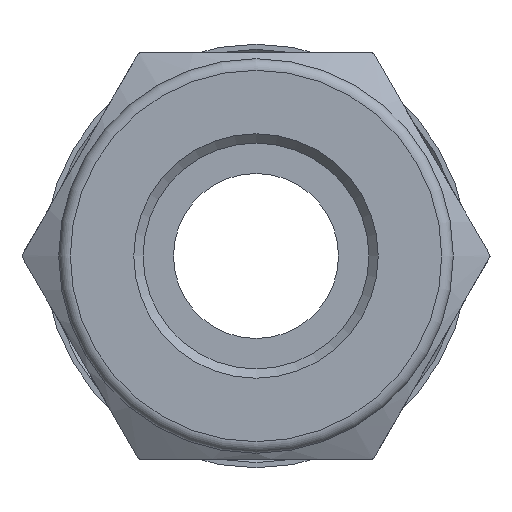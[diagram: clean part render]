
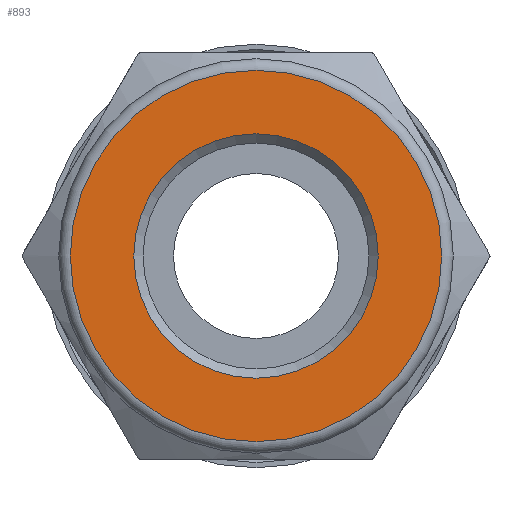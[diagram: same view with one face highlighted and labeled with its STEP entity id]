
A CAD part, left-side view. The second image highlights one B-rep face of the part: STEP entity #893.
In plain terms, the highlighted planar face has unit normal (-1, 0, 0).
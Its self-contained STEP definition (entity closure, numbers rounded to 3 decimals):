
#55=FACE_BOUND('',#209,.T.);
#86=CIRCLE('',#984,8.);
#100=CIRCLE('',#1010,5.265);
#148=FACE_OUTER_BOUND('',#208,.T.);
#208=EDGE_LOOP('',(#732));
#209=EDGE_LOOP('',(#733));
#399=VERTEX_POINT('',#1463);
#411=VERTEX_POINT('',#1509);
#502=EDGE_CURVE('',#399,#399,#86,.T.);
#524=EDGE_CURVE('',#411,#411,#100,.T.);
#732=ORIENTED_EDGE('',*,*,#502,.F.);
#733=ORIENTED_EDGE('',*,*,#524,.T.);
#849=PLANE('',#1011);
#893=ADVANCED_FACE('',(#148,#55),#849,.T.);
#984=AXIS2_PLACEMENT_3D('',#1465,#1165,#1166);
#1010=AXIS2_PLACEMENT_3D('',#1511,#1225,#1226);
#1011=AXIS2_PLACEMENT_3D('',#1512,#1227,#1228);
#1165=DIRECTION('center_axis',(1.,0.,0.));
#1166=DIRECTION('ref_axis',(0.,0.,-1.));
#1225=DIRECTION('center_axis',(1.,0.,0.));
#1226=DIRECTION('ref_axis',(0.,0.,-1.));
#1227=DIRECTION('center_axis',(-1.,0.,0.));
#1228=DIRECTION('ref_axis',(0.,0.,1.));
#1463=CARTESIAN_POINT('',(0.005,0.,8.));
#1465=CARTESIAN_POINT('Origin',(0.005,0.,
0.));
#1509=CARTESIAN_POINT('',(0.005,-5.265,0.));
#1511=CARTESIAN_POINT('Origin',(0.005,0.,
0.));
#1512=CARTESIAN_POINT('Origin',(0.005,8.,0.));
